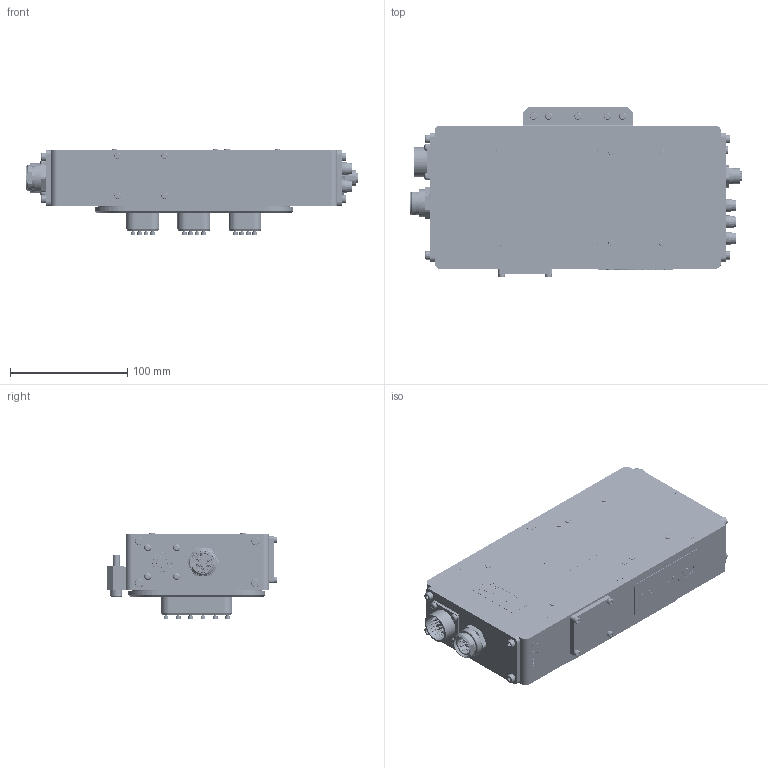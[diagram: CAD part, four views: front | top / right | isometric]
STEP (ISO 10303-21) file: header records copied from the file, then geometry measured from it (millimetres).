
FILE_DESCRIPTION (( 'STEP AP203' ), '1' );
FILE_NAME ('P7501-025.STEP', '2021-01-26T09:16:36', ( '' ), ( '' ), 'SwSTEP 2.0', 'SolidWorks 2019', '' );
FILE_SCHEMA (( 'CONFIG_CONTROL_DESIGN' ));
Products named in the file (1): P7501-025
Bounding box: 282.8 x 145 x 73.3 mm (x, y, z)
Volume: 1653031.9 mm3; surface area: 397793.2 mm2
Topology: 168 solids, 170 shells, 8580 faces, 21334 edges, 13844 vertices
Faces by surface type: plane 4002, cylinder 2308, bspline 1658, cone 442, torus 168, sphere 2
Entity records: 332856 total; most frequent: CARTESIAN_POINT 136635, ORIENTED_EDGE 42304, DIRECTION 36389, EDGE_CURVE 21152, VERTEX_POINT 13844, AXIS2_PLACEMENT_3D 12224, LINE 11941, VECTOR 11941
